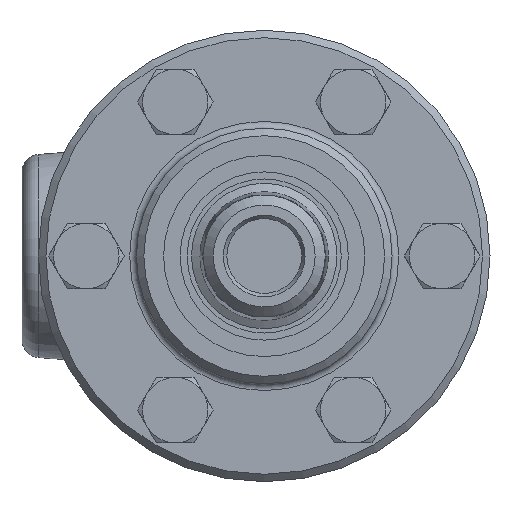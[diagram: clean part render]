
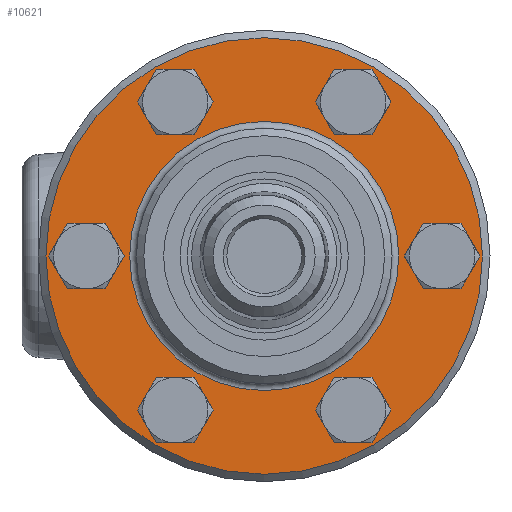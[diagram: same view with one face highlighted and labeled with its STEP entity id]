
A CAD part, left-side view. The second image highlights one B-rep face of the part: STEP entity #10621.
In plain terms, the highlighted planar face has unit normal (-1, 0, 0).
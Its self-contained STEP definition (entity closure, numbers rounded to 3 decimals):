
#440=FACE_BOUND('',#1532,.T.);
#441=FACE_BOUND('',#1533,.T.);
#442=FACE_BOUND('',#1534,.T.);
#443=FACE_BOUND('',#1535,.T.);
#444=FACE_BOUND('',#1536,.T.);
#445=FACE_BOUND('',#1537,.T.);
#446=FACE_BOUND('',#1538,.T.);
#562=PLANE('',#11510);
#894=FACE_OUTER_BOUND('',#1531,.T.);
#1531=EDGE_LOOP('',(#7637));
#1532=EDGE_LOOP('',(#7638,#7639));
#1533=EDGE_LOOP('',(#7640,#7641,#7642,#7643));
#1534=EDGE_LOOP('',(#7644,#7645,#7646,#7647));
#1535=EDGE_LOOP('',(#7648,#7649,#7650,#7651));
#1536=EDGE_LOOP('',(#7652,#7653,#7654,#7655));
#1537=EDGE_LOOP('',(#7656,#7657,#7658,#7659));
#1538=EDGE_LOOP('',(#7660,#7661,#7662,#7663,#7664));
#2578=CIRCLE('',#11346,3.683);
#2580=CIRCLE('',#11348,3.683);
#2584=CIRCLE('',#11353,3.683);
#2589=CIRCLE('',#11359,3.683);
#2594=CIRCLE('',#11365,3.683);
#2599=CIRCLE('',#11371,3.683);
#2604=CIRCLE('',#11377,3.683);
#2609=CIRCLE('',#11383,22.86);
#2610=CIRCLE('',#11384,22.86);
#2616=CIRCLE('',#11394,37.084);
#2645=CIRCLE('',#11461,4.61);
#2650=CIRCLE('',#11471,4.61);
#2655=CIRCLE('',#11481,4.61);
#2660=CIRCLE('',#11491,4.61);
#2665=CIRCLE('',#11501,4.61);
#2670=CIRCLE('',#11511,4.61);
#3050=LINE('',#16332,#3652);
#3053=LINE('',#16347,#3655);
#3060=LINE('',#16383,#3662);
#3063=LINE('',#16398,#3665);
#3070=LINE('',#16434,#3672);
#3073=LINE('',#16449,#3675);
#3080=LINE('',#16485,#3682);
#3083=LINE('',#16500,#3685);
#3090=LINE('',#16536,#3692);
#3093=LINE('',#16551,#3695);
#3095=LINE('',#16556,#3697);
#3096=LINE('',#16559,#3698);
#3652=VECTOR('',#12929,10.);
#3655=VECTOR('',#12934,10.);
#3662=VECTOR('',#12959,10.);
#3665=VECTOR('',#12964,10.);
#3672=VECTOR('',#12989,10.);
#3675=VECTOR('',#12994,10.);
#3682=VECTOR('',#13019,10.);
#3685=VECTOR('',#13024,10.);
#3692=VECTOR('',#13049,10.);
#3695=VECTOR('',#13054,10.);
#3697=VECTOR('',#13060,10.);
#3698=VECTOR('',#13063,10.);
#4325=VERTEX_POINT('',#15998);
#4326=VERTEX_POINT('',#16000);
#4327=VERTEX_POINT('',#16002);
#4330=VERTEX_POINT('',#16011);
#4331=VERTEX_POINT('',#16013);
#4334=VERTEX_POINT('',#16022);
#4335=VERTEX_POINT('',#16024);
#4338=VERTEX_POINT('',#16033);
#4339=VERTEX_POINT('',#16035);
#4342=VERTEX_POINT('',#16044);
#4343=VERTEX_POINT('',#16046);
#4346=VERTEX_POINT('',#16055);
#4347=VERTEX_POINT('',#16057);
#4351=VERTEX_POINT('',#16066);
#4352=VERTEX_POINT('',#16068);
#4357=VERTEX_POINT('',#16086);
#4414=VERTEX_POINT('',#16301);
#4415=VERTEX_POINT('',#16303);
#4425=VERTEX_POINT('',#16352);
#4426=VERTEX_POINT('',#16354);
#4436=VERTEX_POINT('',#16403);
#4437=VERTEX_POINT('',#16405);
#4447=VERTEX_POINT('',#16454);
#4448=VERTEX_POINT('',#16456);
#4458=VERTEX_POINT('',#16505);
#4459=VERTEX_POINT('',#16507);
#4468=VERTEX_POINT('',#16555);
#4469=VERTEX_POINT('',#16557);
#5465=EDGE_CURVE('',#4326,#4325,#2578,.T.);
#5467=EDGE_CURVE('',#4325,#4327,#2580,.T.);
#5472=EDGE_CURVE('',#4331,#4330,#2584,.T.);
#5478=EDGE_CURVE('',#4335,#4334,#2589,.T.);
#5484=EDGE_CURVE('',#4339,#4338,#2594,.T.);
#5490=EDGE_CURVE('',#4343,#4342,#2599,.T.);
#5496=EDGE_CURVE('',#4347,#4346,#2604,.T.);
#5501=EDGE_CURVE('',#4351,#4352,#2609,.T.);
#5502=EDGE_CURVE('',#4352,#4351,#2610,.T.);
#5511=EDGE_CURVE('',#4357,#4357,#2616,.T.);
#5594=EDGE_CURVE('',#4415,#4414,#2645,.T.);
#5604=EDGE_CURVE('',#4414,#4339,#3050,.T.);
#5608=EDGE_CURVE('',#4338,#4415,#3053,.T.);
#5611=EDGE_CURVE('',#4426,#4425,#2650,.T.);
#5621=EDGE_CURVE('',#4425,#4343,#3060,.T.);
#5625=EDGE_CURVE('',#4342,#4426,#3063,.T.);
#5628=EDGE_CURVE('',#4437,#4436,#2655,.T.);
#5638=EDGE_CURVE('',#4436,#4347,#3070,.T.);
#5642=EDGE_CURVE('',#4346,#4437,#3073,.T.);
#5645=EDGE_CURVE('',#4448,#4447,#2660,.T.);
#5655=EDGE_CURVE('',#4447,#4331,#3080,.T.);
#5659=EDGE_CURVE('',#4330,#4448,#3083,.T.);
#5662=EDGE_CURVE('',#4459,#4458,#2665,.T.);
#5672=EDGE_CURVE('',#4458,#4326,#3090,.T.);
#5676=EDGE_CURVE('',#4327,#4459,#3093,.T.);
#5678=EDGE_CURVE('',#4334,#4468,#3095,.T.);
#5679=EDGE_CURVE('',#4468,#4469,#2670,.T.);
#5680=EDGE_CURVE('',#4469,#4335,#3096,.T.);
#7637=ORIENTED_EDGE('',*,*,#5511,.F.);
#7638=ORIENTED_EDGE('',*,*,#5502,.F.);
#7639=ORIENTED_EDGE('',*,*,#5501,.F.);
#7640=ORIENTED_EDGE('',*,*,#5642,.T.);
#7641=ORIENTED_EDGE('',*,*,#5628,.T.);
#7642=ORIENTED_EDGE('',*,*,#5638,.T.);
#7643=ORIENTED_EDGE('',*,*,#5496,.T.);
#7644=ORIENTED_EDGE('',*,*,#5625,.T.);
#7645=ORIENTED_EDGE('',*,*,#5611,.T.);
#7646=ORIENTED_EDGE('',*,*,#5621,.T.);
#7647=ORIENTED_EDGE('',*,*,#5490,.T.);
#7648=ORIENTED_EDGE('',*,*,#5608,.T.);
#7649=ORIENTED_EDGE('',*,*,#5594,.T.);
#7650=ORIENTED_EDGE('',*,*,#5604,.T.);
#7651=ORIENTED_EDGE('',*,*,#5484,.T.);
#7652=ORIENTED_EDGE('',*,*,#5678,.T.);
#7653=ORIENTED_EDGE('',*,*,#5679,.T.);
#7654=ORIENTED_EDGE('',*,*,#5680,.T.);
#7655=ORIENTED_EDGE('',*,*,#5478,.T.);
#7656=ORIENTED_EDGE('',*,*,#5659,.T.);
#7657=ORIENTED_EDGE('',*,*,#5645,.T.);
#7658=ORIENTED_EDGE('',*,*,#5655,.T.);
#7659=ORIENTED_EDGE('',*,*,#5472,.T.);
#7660=ORIENTED_EDGE('',*,*,#5676,.T.);
#7661=ORIENTED_EDGE('',*,*,#5662,.T.);
#7662=ORIENTED_EDGE('',*,*,#5672,.T.);
#7663=ORIENTED_EDGE('',*,*,#5465,.T.);
#7664=ORIENTED_EDGE('',*,*,#5467,.T.);
#10621=ADVANCED_FACE('',(#894,#440,#441,#442,#443,#444,#445,#446),#562,
 .T.);
#11346=AXIS2_PLACEMENT_3D('',#16001,#12623,#12624);
#11348=AXIS2_PLACEMENT_3D('',#16004,#12627,#12628);
#11353=AXIS2_PLACEMENT_3D('',#16014,#12638,#12639);
#11359=AXIS2_PLACEMENT_3D('',#16025,#12651,#12652);
#11365=AXIS2_PLACEMENT_3D('',#16036,#12664,#12665);
#11371=AXIS2_PLACEMENT_3D('',#16047,#12677,#12678);
#11377=AXIS2_PLACEMENT_3D('',#16058,#12690,#12691);
#11383=AXIS2_PLACEMENT_3D('',#16069,#12702,#12703);
#11384=AXIS2_PLACEMENT_3D('',#16070,#12704,#12705);
#11394=AXIS2_PLACEMENT_3D('',#16088,#12727,#12728);
#11461=AXIS2_PLACEMENT_3D('',#16304,#12911,#12912);
#11471=AXIS2_PLACEMENT_3D('',#16355,#12941,#12942);
#11481=AXIS2_PLACEMENT_3D('',#16406,#12971,#12972);
#11491=AXIS2_PLACEMENT_3D('',#16457,#13001,#13002);
#11501=AXIS2_PLACEMENT_3D('',#16508,#13031,#13032);
#11510=AXIS2_PLACEMENT_3D('',#16554,#13058,#13059);
#11511=AXIS2_PLACEMENT_3D('',#16558,#13061,#13062);
#12623=DIRECTION('center_axis',(1.,0.,0.));
#12624=DIRECTION('ref_axis',(0.,0.,1.));
#12627=DIRECTION('center_axis',(1.,0.,0.));
#12628=DIRECTION('ref_axis',(0.,0.,1.));
#12638=DIRECTION('center_axis',(1.,0.,0.));
#12639=DIRECTION('ref_axis',(0.,0.866,0.5));
#12651=DIRECTION('center_axis',(1.,0.,0.));
#12652=DIRECTION('ref_axis',(0.,0.866,-0.5));
#12664=DIRECTION('center_axis',(1.,0.,0.));
#12665=DIRECTION('ref_axis',(0.,0.,-1.));
#12677=DIRECTION('center_axis',(1.,0.,0.));
#12678=DIRECTION('ref_axis',(0.,-0.866,-0.5));
#12690=DIRECTION('center_axis',(1.,0.,0.));
#12691=DIRECTION('ref_axis',(0.,-0.866,0.5));
#12702=DIRECTION('center_axis',(-1.,0.,0.));
#12703=DIRECTION('ref_axis',(0.,-1.,0.));
#12704=DIRECTION('center_axis',(-1.,0.,0.));
#12705=DIRECTION('ref_axis',(0.,-1.,0.));
#12727=DIRECTION('center_axis',(1.,0.,0.));
#12728=DIRECTION('ref_axis',(0.,-1.,0.));
#12911=DIRECTION('center_axis',(1.,0.,0.));
#12912=DIRECTION('ref_axis',(0.,-1.,0.));
#12929=DIRECTION('',(0.,0.,1.));
#12934=DIRECTION('',(0.,0.,-1.));
#12941=DIRECTION('center_axis',(1.,0.,0.));
#12942=DIRECTION('ref_axis',(0.,-1.,0.));
#12959=DIRECTION('',(0.,0.,1.));
#12964=DIRECTION('',(0.,0.,-1.));
#12971=DIRECTION('center_axis',(1.,0.,0.));
#12972=DIRECTION('ref_axis',(0.,-1.,0.));
#12989=DIRECTION('',(0.,0.,1.));
#12994=DIRECTION('',(0.,0.,-1.));
#13001=DIRECTION('center_axis',(1.,0.,0.));
#13002=DIRECTION('ref_axis',(0.,-1.,0.));
#13019=DIRECTION('',(0.,0.,1.));
#13024=DIRECTION('',(0.,0.,-1.));
#13031=DIRECTION('center_axis',(1.,0.,0.));
#13032=DIRECTION('ref_axis',(0.,-1.,0.));
#13049=DIRECTION('',(0.,0.,1.));
#13054=DIRECTION('',(0.,0.,-1.));
#13058=DIRECTION('center_axis',(-1.,0.,0.));
#13059=DIRECTION('ref_axis',(0.,0.,1.));
#13060=DIRECTION('',(0.,0.,-1.));
#13061=DIRECTION('center_axis',(1.,0.,0.));
#13062=DIRECTION('ref_axis',(0.,-1.,0.));
#13063=DIRECTION('',(0.,0.,1.));
#15998=CARTESIAN_POINT('',(-8.484,30.226,-3.683));
#16000=CARTESIAN_POINT('',(-8.484,29.83,-3.662));
#16001=CARTESIAN_POINT('Origin',(-8.484,30.226,0.));
#16002=CARTESIAN_POINT('',(-8.484,30.622,-3.662));
#16004=CARTESIAN_POINT('Origin',(-8.484,30.226,0.));
#16011=CARTESIAN_POINT('',(-8.484,15.509,-29.838));
#16013=CARTESIAN_POINT('',(-8.484,14.717,-29.838));
#16014=CARTESIAN_POINT('Origin',(-8.484,15.113,-26.176));
#16022=CARTESIAN_POINT('',(-8.484,-14.717,-29.838));
#16024=CARTESIAN_POINT('',(-8.484,-15.509,-29.838));
#16025=CARTESIAN_POINT('Origin',(-8.484,-15.113,-26.176));
#16033=CARTESIAN_POINT('',(-8.484,-29.83,-3.662));
#16035=CARTESIAN_POINT('',(-8.484,-30.622,-3.662));
#16036=CARTESIAN_POINT('Origin',(-8.484,-30.226,0.));
#16044=CARTESIAN_POINT('',(-8.484,-14.717,22.515));
#16046=CARTESIAN_POINT('',(-8.484,-15.509,22.515));
#16047=CARTESIAN_POINT('Origin',(-8.484,-15.113,26.176));
#16055=CARTESIAN_POINT('',(-8.484,15.509,22.515));
#16057=CARTESIAN_POINT('',(-8.484,14.717,22.515));
#16058=CARTESIAN_POINT('Origin',(-8.484,15.113,26.176));
#16066=CARTESIAN_POINT('',(-8.484,0.,-22.86));
#16068=CARTESIAN_POINT('',(-8.484,22.86,0.));
#16069=CARTESIAN_POINT('Origin',(-8.484,0.,0.));
#16070=CARTESIAN_POINT('Origin',(-8.484,0.,0.));
#16086=CARTESIAN_POINT('',(-8.484,37.084,0.));
#16088=CARTESIAN_POINT('Origin',(-8.484,0.,0.));
#16301=CARTESIAN_POINT('',(-8.484,-30.622,-4.593));
#16303=CARTESIAN_POINT('',(-8.484,-29.83,-4.593));
#16304=CARTESIAN_POINT('Origin',(-8.484,-30.226,0.));
#16332=CARTESIAN_POINT('',(-8.484,-30.622,0.));
#16347=CARTESIAN_POINT('',(-8.484,-29.83,0.));
#16352=CARTESIAN_POINT('',(-8.484,-15.509,21.583));
#16354=CARTESIAN_POINT('',(-8.484,-14.717,21.583));
#16355=CARTESIAN_POINT('Origin',(-8.484,-15.113,26.176));
#16383=CARTESIAN_POINT('',(-8.484,-15.509,13.088));
#16398=CARTESIAN_POINT('',(-8.484,-14.717,13.088));
#16403=CARTESIAN_POINT('',(-8.484,14.717,21.583));
#16405=CARTESIAN_POINT('',(-8.484,15.509,21.583));
#16406=CARTESIAN_POINT('Origin',(-8.484,15.113,26.176));
#16434=CARTESIAN_POINT('',(-8.484,14.717,13.088));
#16449=CARTESIAN_POINT('',(-8.484,15.509,13.088));
#16454=CARTESIAN_POINT('',(-8.484,14.717,-30.77));
#16456=CARTESIAN_POINT('',(-8.484,15.509,-30.77));
#16457=CARTESIAN_POINT('Origin',(-8.484,15.113,-26.176));
#16485=CARTESIAN_POINT('',(-8.484,14.717,-13.088));
#16500=CARTESIAN_POINT('',(-8.484,15.509,-13.088));
#16505=CARTESIAN_POINT('',(-8.484,29.83,-4.593));
#16507=CARTESIAN_POINT('',(-8.484,30.622,-4.593));
#16508=CARTESIAN_POINT('Origin',(-8.484,30.226,0.));
#16536=CARTESIAN_POINT('',(-8.484,29.83,0.));
#16551=CARTESIAN_POINT('',(-8.484,30.622,0.));
#16554=CARTESIAN_POINT('Origin',(-8.484,30.036,0.));
#16555=CARTESIAN_POINT('',(-8.484,-14.717,-30.77));
#16556=CARTESIAN_POINT('',(-8.484,-14.717,-13.088));
#16557=CARTESIAN_POINT('',(-8.484,-15.509,-30.77));
#16558=CARTESIAN_POINT('Origin',(-8.484,-15.113,-26.176));
#16559=CARTESIAN_POINT('',(-8.484,-15.509,-13.088));
